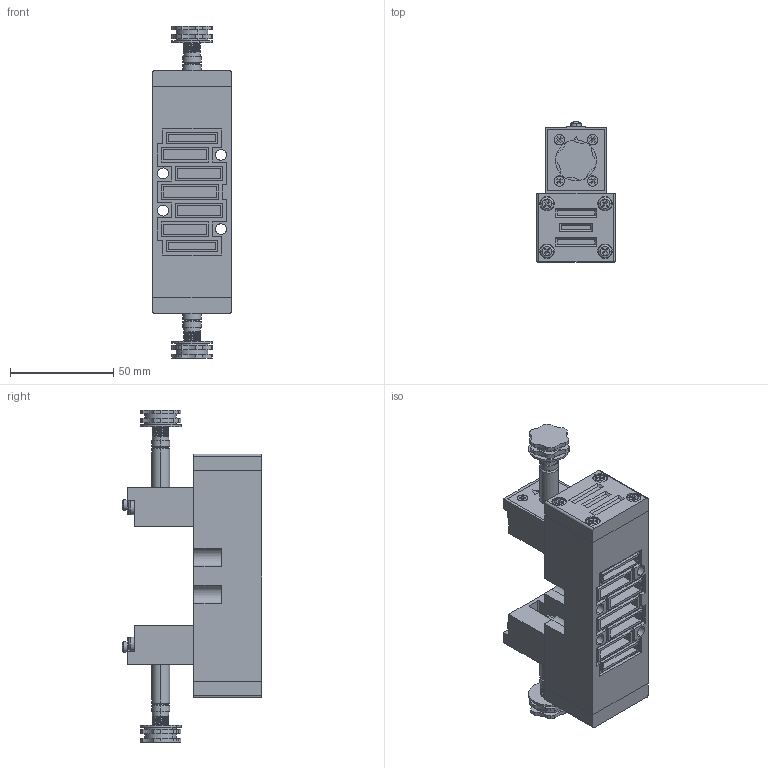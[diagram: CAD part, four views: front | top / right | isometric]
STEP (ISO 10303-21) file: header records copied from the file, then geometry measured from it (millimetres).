
FILE_DESCRIPTION (( 'STEP AP214' ), '1' );
FILE_NAME ('SIV420-IP.STEP', '2019-08-30T03:43:41', ( 'yrd2' ), ( 'Hewlett-Packard Company' ), 'SwSTEP 2.0', 'SolidWorks 2008', '' );
FILE_SCHEMA (( 'AUTOMOTIVE_DESIGN' ));
Length unit declared in the file: millimetre
Products named in the file (5): SIV400 BODY_ル遽; SIV400 SEMI_ル遽; SIV400 Pilot; 濡旎傘お_ル遽; SIV420-IP
Assembly tree (7 placements, depth 2):
  SIV420-IP
    SIV400 SEMI_ル遽  x2
    SIV400 BODY_ル遽
    SIV400 Pilot  x2
    濡旎傘お_ル遽  x2
Bounding box: 38 x 67.6 x 160.7 mm (x, y, z)
Volume: 168504.3 mm3; surface area: 52226.3 mm2
Topology: 7 solids, 7 shells, 991 faces, 2312 edges, 1448 vertices
Faces by surface type: plane 639, cylinder 284, cone 38, torus 24, bspline 4, sphere 2
Entity records: 17698 total; most frequent: CARTESIAN_POINT 3955, DIRECTION 2866, ORIENTED_EDGE 2750, EDGE_CURVE 1375, AXIS2_PLACEMENT_3D 974, LINE 918, VECTOR 918, VERTEX_POINT 868
